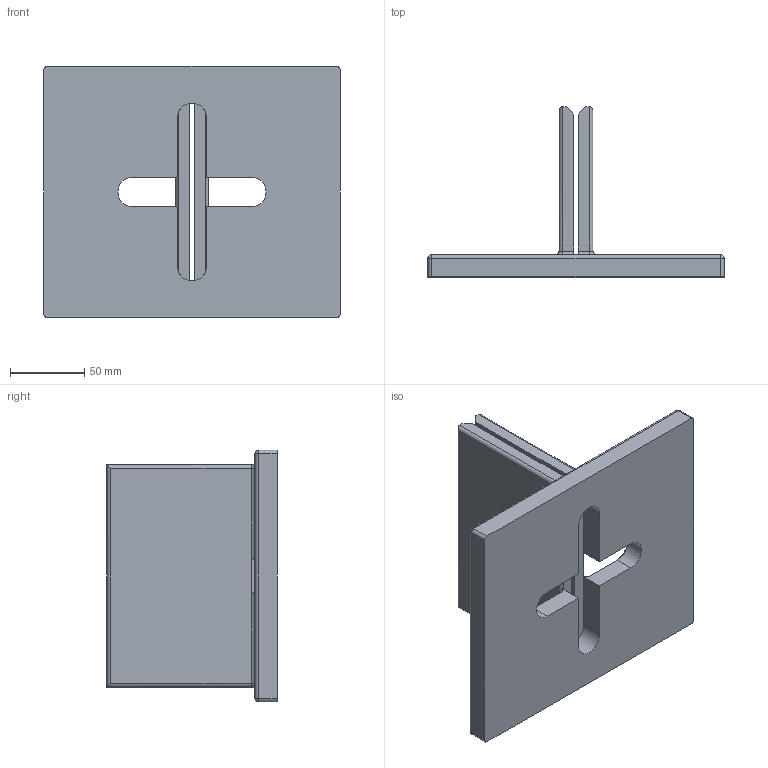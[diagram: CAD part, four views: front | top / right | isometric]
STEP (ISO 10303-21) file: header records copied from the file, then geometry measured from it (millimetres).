
FILE_DESCRIPTION (( 'STEP AP214' ), '1' );
FILE_NAME ('Êëèïñà äëÿ êàðòîíà.STEP', '2025-07-03T11:40:28', ( '' ), ( '' ), 'SwSTEP 2.0', 'SolidWorks 2024', '' );
FILE_SCHEMA (( 'AUTOMOTIVE_DESIGN' ));
Length unit declared in the file: millimetre
Products named in the file (1): Клипса для картона
Bounding box: 200 x 115 x 170 mm (x, y, z)
Volume: 746751.7 mm3; surface area: 142624.4 mm2
Topology: 1 solids, 1 shells, 75 faces, 199 edges, 118 vertices
Faces by surface type: plane 34, cylinder 27, cone 6, torus 4, sphere 4
Entity records: 2316 total; most frequent: CARTESIAN_POINT 457, ORIENTED_EDGE 390, DIRECTION 387, EDGE_CURVE 195, AXIS2_PLACEMENT_3D 136, VERTEX_POINT 118, LINE 115, VECTOR 115
